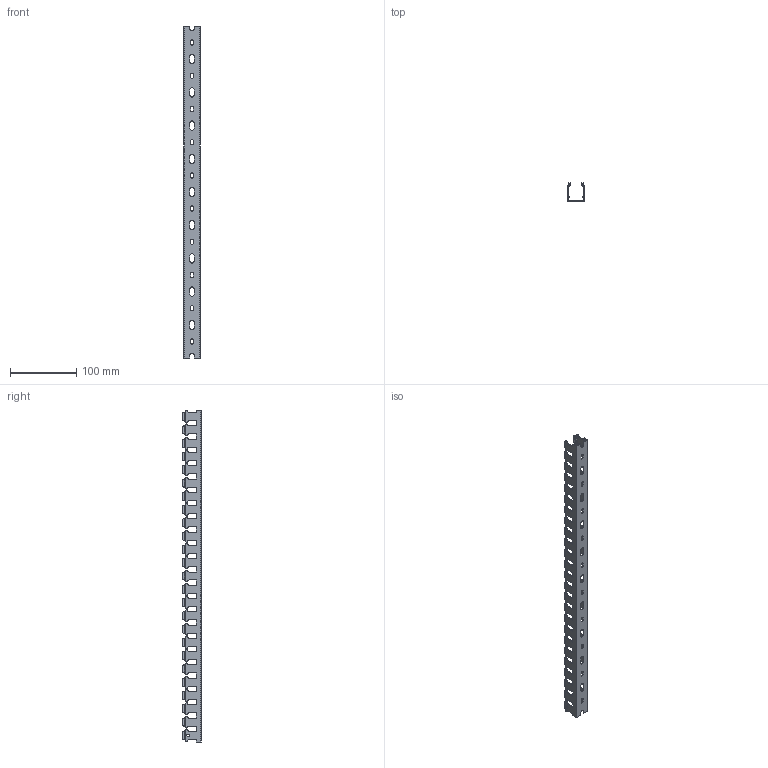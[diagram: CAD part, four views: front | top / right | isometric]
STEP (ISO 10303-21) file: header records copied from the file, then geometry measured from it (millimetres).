
FILE_DESCRIPTION (( 'STEP AP214' ), '1' );
FILE_NAME ('盷贄鍧闉鍕_RL_Corpo_T1_025x030.STEP', '2018-11-14T08:36:34', ( '' ), ( '' ), 'SwSTEP 2.0', 'SolidWorks 2016', '' );
FILE_SCHEMA (( 'AUTOMOTIVE_DESIGN' ));
Length unit declared in the file: millimetre
Products named in the file (1): 盷贄鍧闉鍕_RL_Corpo_T1_025x030
Bounding box: 25 x 27.6 x 500 mm (x, y, z)
Volume: 37516.7 mm3; surface area: 73177.9 mm2
Topology: 1 solids, 1 shells, 1410 faces, 4224 edges, 2816 vertices
Faces by surface type: cylinder 748, plane 662
Full cylindrical faces by diameter (mm): 4 x2
Entity records: 51366 total; most frequent: CARTESIAN_POINT 14923, ORIENTED_EDGE 8444, DIRECTION 6840, EDGE_CURVE 4222, VERTEX_POINT 2816, AXIS2_PLACEMENT_3D 2307, VECTOR 2226, LINE 2226
